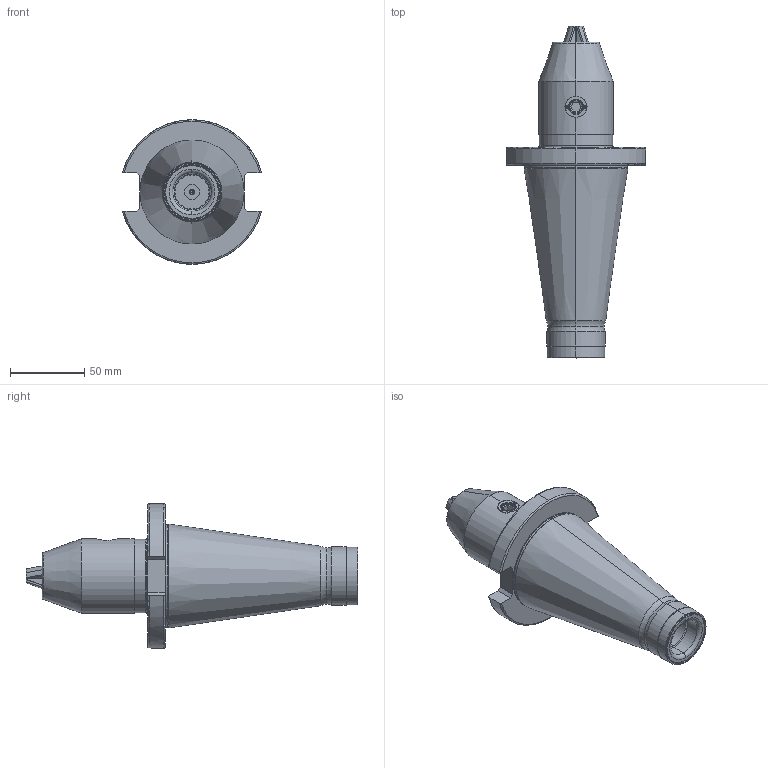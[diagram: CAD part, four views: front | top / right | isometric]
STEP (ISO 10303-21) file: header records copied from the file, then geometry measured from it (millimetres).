
FILE_DESCRIPTION (( 'STEP AP203' ), '1' );
FILE_NAME ('502.15.13-NT22339.STEP', '2017-04-10T10:51:26', ( '' ), ( '' ), 'SwSTEP 2.0', 'SolidWorks 2013', '' );
FILE_SCHEMA (( 'CONFIG_CONTROL_DESIGN' ));
Length unit declared in the file: millimetre
Products named in the file (14): 502.15.13-NT22339; 1331402-05C; 1331402-06F; 1331402-08B; 1332401-103E; C2210-A01; SB01-8001; 1331402-01F-; KR02-9096; 1331402-0200H; 1331402D------; 1331503-03B; NT17113-02B; 1331402-04D
Assembly tree (14 placements, depth 3):
  502.15.13-NT22339
    C2210-A01
    1331402D------
      1331402-01F-
      1331402-0200H
      1331503-03B
      1331402-04D
      1331402-05C
      1331402-06F
      1331402-08B
      1332401-103E  x3
      SB01-8001
    NT17113-02B
  KR02-9096
Bounding box: 94.05 x 223.98 x 97.5 mm (x, y, z)
Volume: 418021.3 mm3; surface area: 99828.2 mm2
Topology: 13 solids, 13 shells, 978 faces, 2620 edges, 1667 vertices
Faces by surface type: cylinder 363, plane 298, cone 210, torus 94, bspline 13
Entity records: 37871 total; most frequent: CARTESIAN_POINT 15001, ORIENTED_EDGE 4924, DIRECTION 4034, EDGE_CURVE 2462, AXIS2_PLACEMENT_3D 1664, VERTEX_POINT 1577, EDGE_LOOP 975, FACE_OUTER_BOUND 922
